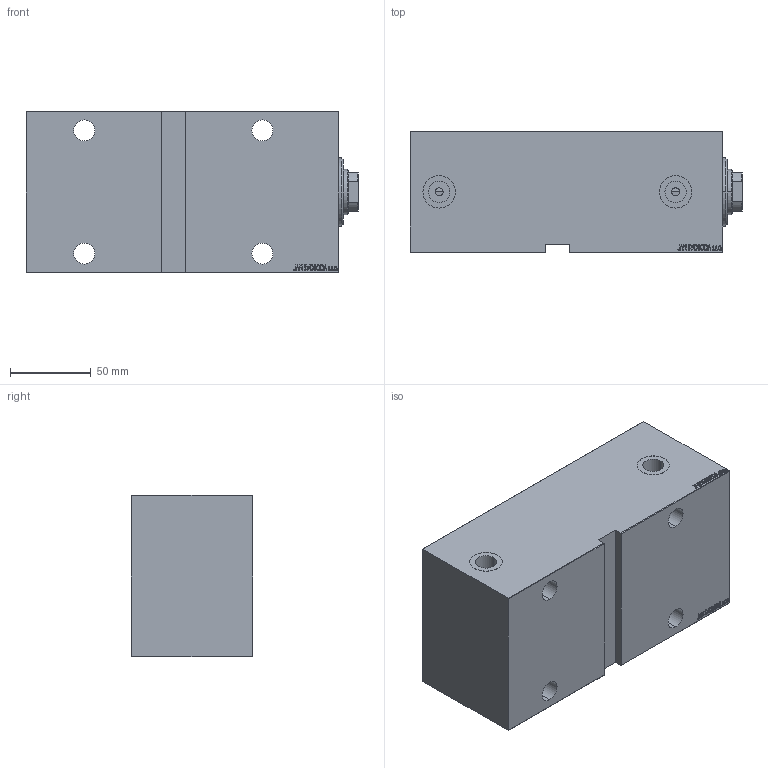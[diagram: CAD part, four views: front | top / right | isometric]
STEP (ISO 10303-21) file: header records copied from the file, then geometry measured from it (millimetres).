
FILE_DESCRIPTION (( 'STEP AP203' ), '1' );
FILE_NAME ('6978.STEP', '2022-05-10T11:33:50', ( '' ), ( '' ), 'SwSTEP 2.0', 'SolidWorks 2019', '' );
FILE_SCHEMA (( 'CONFIG_CONTROL_DESIGN' ));
Length unit declared in the file: millimetre
Products named in the file (4): V450CM_E_Body becaa9fed57b5a3ccbeb395c03cecd49; V450CM_E_VCP becaa9fed57b5a3ccbeb395c03cecd49; 6978; V450CM_VC_B becaa9fed57b5a3ccbeb395c03cecd49
Assembly tree (3 placements, depth 2):
  6978
    V450CM_E_Body becaa9fed57b5a3ccbeb395c03cecd49
    V450CM_E_VCP becaa9fed57b5a3ccbeb395c03cecd49
    V450CM_VC_B becaa9fed57b5a3ccbeb395c03cecd49
Bounding box: 205 x 75 x 100 mm (x, y, z)
Volume: 1199496.4 mm3; surface area: 161941.1 mm2
Topology: 3 solids, 3 shells, 877 faces, 2249 edges, 1491 vertices
Faces by surface type: plane 417, bspline 380, cylinder 66, cone 14
Entity records: 43855 total; most frequent: CARTESIAN_POINT 24605, ORIENTED_EDGE 4494, DIRECTION 2623, EDGE_CURVE 2247, VERTEX_POINT 1491, VECTOR 1329, LINE 1329, EDGE_LOOP 1006
